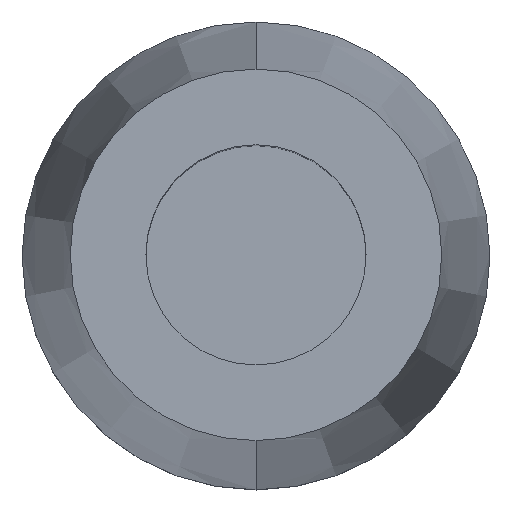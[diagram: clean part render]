
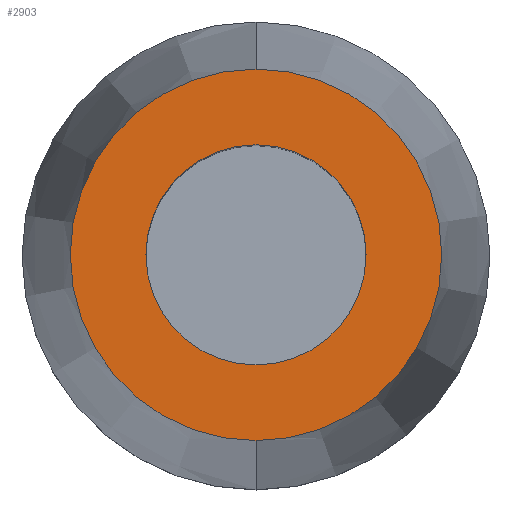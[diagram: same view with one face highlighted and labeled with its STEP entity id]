
A CAD part, top view. The second image highlights one B-rep face of the part: STEP entity #2903.
In plain terms, the highlighted planar face has unit normal (0, 0, 1).
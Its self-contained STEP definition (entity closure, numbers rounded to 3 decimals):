
#9 = EDGE_CURVE ( 'NONE', #203, #1213, #690, .T. ) ;
#48 = FACE_BOUND ( 'NONE', #1167, .T. ) ;
#94 = CARTESIAN_POINT ( 'NONE',  ( 0., 0., 90. ) ) ;
#203 = VERTEX_POINT ( 'NONE', #3401 ) ;
#251 = AXIS2_PLACEMENT_3D ( 'NONE', #2412, #559, #2684 ) ;
#286 = VERTEX_POINT ( 'NONE', #979 ) ;
#304 = PLANE ( 'NONE',  #251 ) ;
#460 = DIRECTION ( 'NONE',  ( 0., 1., 0. ) ) ;
#529 = EDGE_CURVE ( 'NONE', #1213, #203, #2001, .T. ) ;
#559 = DIRECTION ( 'NONE',  ( 0., 0., 1. ) ) ;
#587 = CIRCLE ( 'NONE', #3038, 13.5 ) ;
#629 = CARTESIAN_POINT ( 'NONE',  ( 0., 13.5, 90. ) ) ;
#690 = CIRCLE ( 'NONE', #967, 8. ) ;
#709 = CIRCLE ( 'NONE', #3524, 13.5 ) ;
#781 = ORIENTED_EDGE ( 'NONE', *, *, #9, .T. ) ;
#838 = VERTEX_POINT ( 'NONE', #629 ) ;
#868 = ORIENTED_EDGE ( 'NONE', *, *, #2330, .F. ) ;
#904 = DIRECTION ( 'NONE',  ( 0., 1., 0. ) ) ;
#967 = AXIS2_PLACEMENT_3D ( 'NONE', #1271, #2588, #460 ) ;
#979 = CARTESIAN_POINT ( 'NONE',  ( 0., -13.5, 90. ) ) ;
#1167 = EDGE_LOOP ( 'NONE', ( #2660, #781 ) ) ;
#1213 = VERTEX_POINT ( 'NONE', #1392 ) ;
#1271 = CARTESIAN_POINT ( 'NONE',  ( 0., 0., 90. ) ) ;
#1392 = CARTESIAN_POINT ( 'NONE',  ( 0., 8., 90. ) ) ;
#1415 = DIRECTION ( 'NONE',  ( 0., 1., 0. ) ) ;
#1694 = DIRECTION ( 'NONE',  ( 0., 1., 0. ) ) ;
#1699 = CARTESIAN_POINT ( 'NONE',  ( 0., 0., 90. ) ) ;
#1914 = AXIS2_PLACEMENT_3D ( 'NONE', #1699, #2243, #904 ) ;
#1999 = DIRECTION ( 'NONE',  ( 0., 0., -1. ) ) ;
#2001 = CIRCLE ( 'NONE', #1914, 8. ) ;
#2219 = EDGE_CURVE ( 'NONE', #286, #838, #587, .T. ) ;
#2243 = DIRECTION ( 'NONE',  ( 0., 0., -1. ) ) ;
#2330 = EDGE_CURVE ( 'NONE', #838, #286, #709, .T. ) ;
#2412 = CARTESIAN_POINT ( 'NONE',  ( 0., 13.5, 90. ) ) ;
#2441 = EDGE_LOOP ( 'NONE', ( #868, #2553 ) ) ;
#2524 = FACE_OUTER_BOUND ( 'NONE', #2441, .T. ) ;
#2553 = ORIENTED_EDGE ( 'NONE', *, *, #2219, .F. ) ;
#2588 = DIRECTION ( 'NONE',  ( 0., 0., -1. ) ) ;
#2660 = ORIENTED_EDGE ( 'NONE', *, *, #529, .T. ) ;
#2684 = DIRECTION ( 'NONE',  ( 0., -1., 0. ) ) ;
#2792 = CARTESIAN_POINT ( 'NONE',  ( 0., 0., 90. ) ) ;
#2903 = ADVANCED_FACE ( 'NONE', ( #48, #2524 ), #304, .T. ) ;
#3038 = AXIS2_PLACEMENT_3D ( 'NONE', #2792, #3318, #1694 ) ;
#3318 = DIRECTION ( 'NONE',  ( 0., 0., -1. ) ) ;
#3401 = CARTESIAN_POINT ( 'NONE',  ( 0., -8., 90. ) ) ;
#3524 = AXIS2_PLACEMENT_3D ( 'NONE', #94, #1999, #1415 ) ;
